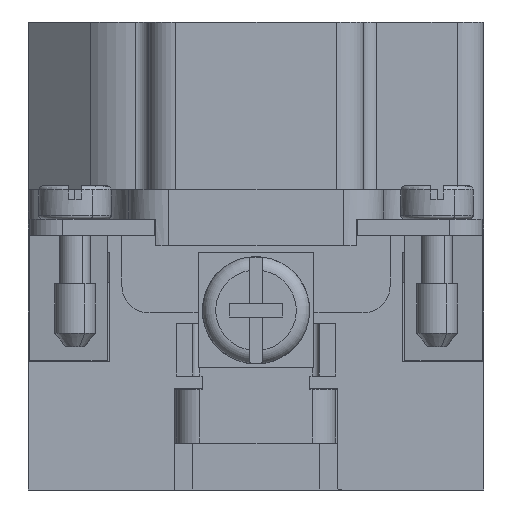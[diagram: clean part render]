
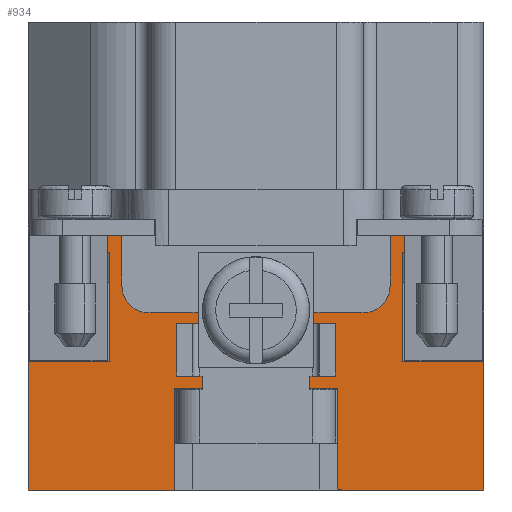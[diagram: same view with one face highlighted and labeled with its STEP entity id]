
A CAD part, front view. The second image highlights one B-rep face of the part: STEP entity #934.
In plain terms, the highlighted planar face has unit normal (0, -1, 0).
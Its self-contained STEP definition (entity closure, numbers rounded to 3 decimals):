
#834=AXIS2_PLACEMENT_3D('Plane Axis2P3D',#831,#832,#833) ;
#902=AXIS2_PLACEMENT_3D('Circle Axis2P3D',#900,#901,$) ;
#295=CARTESIAN_POINT('Line Origine',(3.05,10.4,17.7)) ;
#299=CARTESIAN_POINT('Vertex',(0.,10.4,17.7)) ;
#301=CARTESIAN_POINT('Vertex',(6.1,10.4,17.7)) ;
#346=CARTESIAN_POINT('Vertex',(6.1,10.4,9.6)) ;
#349=CARTESIAN_POINT('Line Origine',(6.1,10.4,13.65)) ;
#394=CARTESIAN_POINT('Vertex',(0.,10.4,9.6)) ;
#397=CARTESIAN_POINT('Line Origine',(3.05,10.4,9.6)) ;
#409=CARTESIAN_POINT('Line Origine',(30.95,10.4,17.7)) ;
#413=CARTESIAN_POINT('Vertex',(27.9,10.4,17.7)) ;
#415=CARTESIAN_POINT('Vertex',(34.,10.4,17.7)) ;
#475=CARTESIAN_POINT('Line Origine',(27.9,10.4,13.65)) ;
#479=CARTESIAN_POINT('Vertex',(27.9,10.4,9.6)) ;
#494=CARTESIAN_POINT('Line Origine',(30.95,10.4,9.6)) ;
#498=CARTESIAN_POINT('Vertex',(34.,10.4,9.6)) ;
#655=CARTESIAN_POINT('Vertex',(23.05,10.4,0.)) ;
#658=CARTESIAN_POINT('Line Origine',(23.05,10.4,3.8)) ;
#662=CARTESIAN_POINT('Vertex',(23.05,10.4,7.6)) ;
#682=CARTESIAN_POINT('Line Origine',(10.95,10.4,3.8)) ;
#686=CARTESIAN_POINT('Vertex',(10.95,10.4,0.)) ;
#688=CARTESIAN_POINT('Vertex',(10.95,10.4,7.6)) ;
#831=CARTESIAN_POINT('Axis2P3D Location',(0.,10.4,19.2)) ;
#836=CARTESIAN_POINT('Line Origine',(21.575,10.4,7.6)) ;
#840=CARTESIAN_POINT('Vertex',(20.1,10.4,7.6)) ;
#843=CARTESIAN_POINT('Line Origine',(28.525,10.4,0.)) ;
#847=CARTESIAN_POINT('Vertex',(34.,10.4,0.)) ;
#850=CARTESIAN_POINT('Line Origine',(34.,10.4,4.8)) ;
#855=CARTESIAN_POINT('Line Origine',(34.,10.4,18.45)) ;
#859=CARTESIAN_POINT('Vertex',(34.,10.4,19.2)) ;
#862=CARTESIAN_POINT('Line Origine',(17.,10.4,19.2)) ;
#866=CARTESIAN_POINT('Vertex',(0.,10.4,19.2)) ;
#869=CARTESIAN_POINT('Line Origine',(0.,10.4,18.45)) ;
#874=CARTESIAN_POINT('Line Origine',(0.,10.4,4.8)) ;
#878=CARTESIAN_POINT('Vertex',(0.,10.4,0.)) ;
#881=CARTESIAN_POINT('Line Origine',(5.475,10.4,0.)) ;
#886=CARTESIAN_POINT('Line Origine',(12.425,10.4,7.6)) ;
#890=CARTESIAN_POINT('Vertex',(13.9,10.4,7.6)) ;
#893=CARTESIAN_POINT('Line Origine',(13.951,10.4,10.489)) ;
#897=CARTESIAN_POINT('Vertex',(14.002,10.4,13.378)) ;
#900=CARTESIAN_POINT('Axis2P3D Location',(17.,10.4,13.272)) ;
#904=CARTESIAN_POINT('Vertex',(20.,10.4,13.272)) ;
#907=CARTESIAN_POINT('Line Origine',(20.05,10.4,10.436)) ;
#296=DIRECTION('Vector Direction',(1.,0.,0.)) ;
#350=DIRECTION('Vector Direction',(0.,0.,-1.)) ;
#398=DIRECTION('Vector Direction',(1.,0.,0.)) ;
#410=DIRECTION('Vector Direction',(1.,0.,0.)) ;
#476=DIRECTION('Vector Direction',(0.,0.,-1.)) ;
#495=DIRECTION('Vector Direction',(1.,0.,0.)) ;
#659=DIRECTION('Vector Direction',(0.,0.,1.)) ;
#683=DIRECTION('Vector Direction',(0.,0.,1.)) ;
#832=DIRECTION('Axis2P3D Direction',(0.,-1.,0.)) ;
#833=DIRECTION('Axis2P3D XDirection',(0.,0.,-1.)) ;
#837=DIRECTION('Vector Direction',(1.,0.,0.)) ;
#844=DIRECTION('Vector Direction',(1.,0.,0.)) ;
#851=DIRECTION('Vector Direction',(0.,0.,-1.)) ;
#856=DIRECTION('Vector Direction',(0.,0.,-1.)) ;
#863=DIRECTION('Vector Direction',(1.,0.,0.)) ;
#870=DIRECTION('Vector Direction',(0.,0.,-1.)) ;
#875=DIRECTION('Vector Direction',(0.,0.,-1.)) ;
#882=DIRECTION('Vector Direction',(1.,0.,0.)) ;
#887=DIRECTION('Vector Direction',(-1.,0.,0.)) ;
#894=DIRECTION('Vector Direction',(0.018,0.,1.)) ;
#901=DIRECTION('Axis2P3D Direction',(0.,-1.,0.)) ;
#908=DIRECTION('Vector Direction',(0.018,0.,-1.)) ;
#297=VECTOR('Line Direction',#296,1.) ;
#351=VECTOR('Line Direction',#350,1.) ;
#399=VECTOR('Line Direction',#398,1.) ;
#411=VECTOR('Line Direction',#410,1.) ;
#477=VECTOR('Line Direction',#476,1.) ;
#496=VECTOR('Line Direction',#495,1.) ;
#660=VECTOR('Line Direction',#659,1.) ;
#684=VECTOR('Line Direction',#683,1.) ;
#838=VECTOR('Line Direction',#837,1.) ;
#845=VECTOR('Line Direction',#844,1.) ;
#852=VECTOR('Line Direction',#851,1.) ;
#857=VECTOR('Line Direction',#856,1.) ;
#864=VECTOR('Line Direction',#863,1.) ;
#871=VECTOR('Line Direction',#870,1.) ;
#876=VECTOR('Line Direction',#875,1.) ;
#883=VECTOR('Line Direction',#882,1.) ;
#888=VECTOR('Line Direction',#887,1.) ;
#895=VECTOR('Line Direction',#894,1.) ;
#909=VECTOR('Line Direction',#908,1.) ;
#913=ORIENTED_EDGE('',*,*,#842,.F.) ;
#914=ORIENTED_EDGE('',*,*,#664,.F.) ;
#915=ORIENTED_EDGE('',*,*,#849,.T.) ;
#916=ORIENTED_EDGE('',*,*,#854,.F.) ;
#917=ORIENTED_EDGE('',*,*,#500,.F.) ;
#918=ORIENTED_EDGE('',*,*,#481,.T.) ;
#919=ORIENTED_EDGE('',*,*,#417,.T.) ;
#920=ORIENTED_EDGE('',*,*,#861,.F.) ;
#921=ORIENTED_EDGE('',*,*,#868,.F.) ;
#922=ORIENTED_EDGE('',*,*,#873,.T.) ;
#923=ORIENTED_EDGE('',*,*,#303,.T.) ;
#924=ORIENTED_EDGE('',*,*,#353,.F.) ;
#925=ORIENTED_EDGE('',*,*,#401,.F.) ;
#926=ORIENTED_EDGE('',*,*,#880,.T.) ;
#927=ORIENTED_EDGE('',*,*,#885,.T.) ;
#928=ORIENTED_EDGE('',*,*,#690,.T.) ;
#929=ORIENTED_EDGE('',*,*,#892,.F.) ;
#930=ORIENTED_EDGE('',*,*,#899,.F.) ;
#931=ORIENTED_EDGE('',*,*,#906,.F.) ;
#932=ORIENTED_EDGE('',*,*,#911,.F.) ;
#934=ADVANCED_FACE('Hauptkoerper',(#933),#835,.T.) ;
#903=CIRCLE('generated circle',#902,3.) ;
#303=EDGE_CURVE('',#300,#302,#298,.T.) ;
#353=EDGE_CURVE('',#347,#302,#352,.F.) ;
#401=EDGE_CURVE('',#395,#347,#400,.T.) ;
#417=EDGE_CURVE('',#414,#416,#412,.T.) ;
#481=EDGE_CURVE('',#480,#414,#478,.F.) ;
#500=EDGE_CURVE('',#480,#499,#497,.T.) ;
#664=EDGE_CURVE('',#656,#663,#661,.T.) ;
#690=EDGE_CURVE('',#687,#689,#685,.T.) ;
#842=EDGE_CURVE('',#663,#841,#839,.F.) ;
#849=EDGE_CURVE('',#656,#848,#846,.T.) ;
#854=EDGE_CURVE('',#499,#848,#853,.T.) ;
#861=EDGE_CURVE('',#860,#416,#858,.T.) ;
#868=EDGE_CURVE('',#867,#860,#865,.T.) ;
#873=EDGE_CURVE('',#867,#300,#872,.T.) ;
#880=EDGE_CURVE('',#395,#879,#877,.T.) ;
#885=EDGE_CURVE('',#879,#687,#884,.T.) ;
#892=EDGE_CURVE('',#891,#689,#889,.T.) ;
#899=EDGE_CURVE('',#898,#891,#896,.F.) ;
#906=EDGE_CURVE('',#905,#898,#903,.T.) ;
#911=EDGE_CURVE('',#841,#905,#910,.F.) ;
#912=EDGE_LOOP('',(#913,#914,#915,#916,#917,#918,#919,#920,#921,#922,#923,#924,#925,#926,#927,#928,#929,#930,#931,#932)) ;
#933=FACE_OUTER_BOUND('',#912,.T.) ;
#298=LINE('Line',#295,#297) ;
#352=LINE('Line',#349,#351) ;
#400=LINE('Line',#397,#399) ;
#412=LINE('Line',#409,#411) ;
#478=LINE('Line',#475,#477) ;
#497=LINE('Line',#494,#496) ;
#661=LINE('Line',#658,#660) ;
#685=LINE('Line',#682,#684) ;
#839=LINE('Line',#836,#838) ;
#846=LINE('Line',#843,#845) ;
#853=LINE('Line',#850,#852) ;
#858=LINE('Line',#855,#857) ;
#865=LINE('Line',#862,#864) ;
#872=LINE('Line',#869,#871) ;
#877=LINE('Line',#874,#876) ;
#884=LINE('Line',#881,#883) ;
#889=LINE('Line',#886,#888) ;
#896=LINE('Line',#893,#895) ;
#910=LINE('Line',#907,#909) ;
#835=PLANE('',#834) ;
#300=VERTEX_POINT('',#299) ;
#302=VERTEX_POINT('',#301) ;
#347=VERTEX_POINT('',#346) ;
#395=VERTEX_POINT('',#394) ;
#414=VERTEX_POINT('',#413) ;
#416=VERTEX_POINT('',#415) ;
#480=VERTEX_POINT('',#479) ;
#499=VERTEX_POINT('',#498) ;
#656=VERTEX_POINT('',#655) ;
#663=VERTEX_POINT('',#662) ;
#687=VERTEX_POINT('',#686) ;
#689=VERTEX_POINT('',#688) ;
#841=VERTEX_POINT('',#840) ;
#848=VERTEX_POINT('',#847) ;
#860=VERTEX_POINT('',#859) ;
#867=VERTEX_POINT('',#866) ;
#879=VERTEX_POINT('',#878) ;
#891=VERTEX_POINT('',#890) ;
#898=VERTEX_POINT('',#897) ;
#905=VERTEX_POINT('',#904) ;
